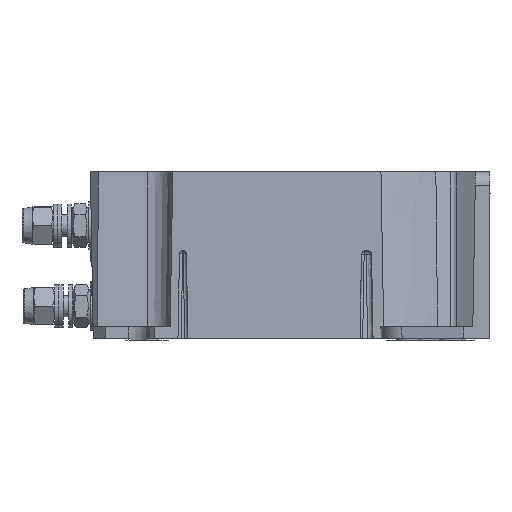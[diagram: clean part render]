
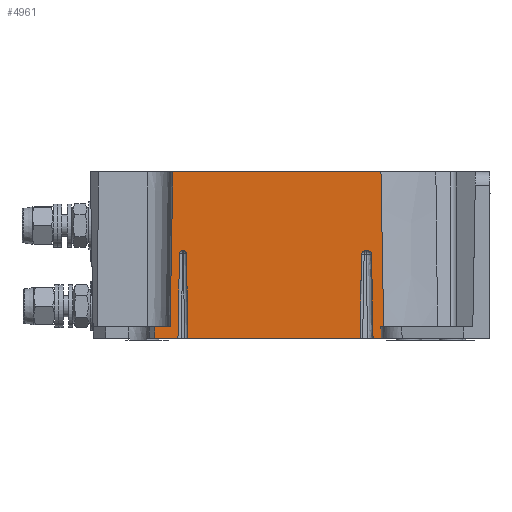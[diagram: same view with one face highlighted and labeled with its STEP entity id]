
A CAD part, left-side view. The second image highlights one B-rep face of the part: STEP entity #4961.
In plain terms, the highlighted planar face has unit normal (-1, 0, -0.018).
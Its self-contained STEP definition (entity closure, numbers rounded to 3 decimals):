
#427=CARTESIAN_POINT('',(-34.459,-14.68,-15.513));
#428=VERTEX_POINT('',#427);
#435=CARTESIAN_POINT('',(-34.459,-13.168,-15.513));
#436=VERTEX_POINT('',#435);
#437=CARTESIAN_POINT('',(-34.459,-14.68,-15.513));
#438=DIRECTION('',(0.0,1.0,0.0));
#439=VECTOR('',#438,1.512);
#440=LINE('',#437,#439);
#441=EDGE_CURVE('',#436,#428,#440,.F.);
#508=CARTESIAN_POINT('',(-34.459,-10.738,-15.513));
#509=VERTEX_POINT('',#508);
#516=CARTESIAN_POINT('',(-34.459,21.297,-15.513));
#517=VERTEX_POINT('',#516);
#518=CARTESIAN_POINT('',(-34.459,-10.738,-15.513));
#519=DIRECTION('',(0.0,1.0,0.0));
#520=VECTOR('',#519,32.035);
#521=LINE('',#518,#520);
#522=EDGE_CURVE('',#517,#509,#521,.F.);
#558=CARTESIAN_POINT('',(-34.459,23.149,-15.513));
#559=VERTEX_POINT('',#558);
#566=CARTESIAN_POINT('',(-34.459,27.474,-15.513));
#567=VERTEX_POINT('',#566);
#568=CARTESIAN_POINT('',(-34.459,23.149,-15.513));
#569=DIRECTION('',(0.0,1.0,0.0));
#570=VECTOR('',#569,4.325);
#571=LINE('',#568,#570);
#572=EDGE_CURVE('',#567,#559,#571,.F.);
#4469=CARTESIAN_POINT('',(-34.745,-11.76,0.861));
#4470=VERTEX_POINT('',#4469);
#4471=CARTESIAN_POINT('',(-34.732,-11.011,0.124));
#4472=VERTEX_POINT('',#4471);
#4473=CARTESIAN_POINT('',(-34.732,-11.76,0.111));
#4474=DIRECTION('',(-1.,0.,-0.017));
#4475=DIRECTION('',(0.,1.0,0.));
#4476=AXIS2_PLACEMENT_3D('',#4473,#4474,#4475);
#4477=ELLIPSE('',#4476,0.75,0.75);
#4478=EDGE_CURVE('',#4470,#4472,#4477,.T.);
#4543=CARTESIAN_POINT('',(-34.732,-12.895,0.124));
#4544=VERTEX_POINT('',#4543);
#4545=CARTESIAN_POINT('',(-34.745,-12.145,0.861));
#4546=VERTEX_POINT('',#4545);
#4547=CARTESIAN_POINT('',(-34.732,-12.145,0.111));
#4548=DIRECTION('',(-1.,0.,-0.017));
#4549=DIRECTION('',(0.,-1.0,0.));
#4550=AXIS2_PLACEMENT_3D('',#4547,#4548,#4549);
#4551=ELLIPSE('',#4550,0.75,0.75);
#4552=EDGE_CURVE('',#4544,#4546,#4551,.T.);
#4622=CARTESIAN_POINT('',(-34.732,-12.895,0.124));
#4623=DIRECTION('',(0.017,-0.017,-1.));
#4624=VECTOR('',#4623,15.642);
#4625=LINE('',#4622,#4624);
#4626=EDGE_CURVE('',#4544,#436,#4625,.T.);
#4740=CARTESIAN_POINT('',(-34.745,22.274,0.861));
#4741=VERTEX_POINT('',#4740);
#4742=CARTESIAN_POINT('',(-34.734,22.874,0.272));
#4743=VERTEX_POINT('',#4742);
#4744=CARTESIAN_POINT('',(-34.734,22.274,0.261));
#4745=DIRECTION('',(-1.,0.,-0.017));
#4746=DIRECTION('',(-0.012,0.701,0.713));
#4747=AXIS2_PLACEMENT_3D('',#4744,#4745,#4746);
#4748=CIRCLE('',#4747,0.6);
#4749=EDGE_CURVE('',#4741,#4743,#4748,.T.);
#4772=CARTESIAN_POINT('',(-34.734,21.573,0.272));
#4773=VERTEX_POINT('',#4772);
#4774=CARTESIAN_POINT('',(-34.745,22.173,0.861));
#4775=VERTEX_POINT('',#4774);
#4776=CARTESIAN_POINT('',(-34.734,22.173,0.261));
#4777=DIRECTION('',(-1.,0.,-0.017));
#4778=DIRECTION('',(-0.012,-0.701,0.713));
#4779=AXIS2_PLACEMENT_3D('',#4776,#4777,#4778);
#4780=CIRCLE('',#4779,0.6);
#4781=EDGE_CURVE('',#4773,#4775,#4780,.T.);
#4829=CARTESIAN_POINT('',(-34.734,21.573,0.272));
#4830=DIRECTION('',(0.017,-0.017,-1.));
#4831=VECTOR('',#4830,15.789);
#4832=LINE('',#4829,#4831);
#4833=EDGE_CURVE('',#4773,#517,#4832,.T.);
#4861=CARTESIAN_POINT('',(-34.459,-10.738,-15.513));
#4862=DIRECTION('',(-0.017,-0.017,1.));
#4863=VECTOR('',#4862,15.642);
#4864=LINE('',#4861,#4863);
#4865=EDGE_CURVE('',#509,#4472,#4864,.T.);
#4872=CARTESIAN_POINT('',(-35.,39.459,15.487));
#4873=DIRECTION('',(-1.,0.,-0.017));
#4874=DIRECTION('',(-0.017,0.,1.));
#4875=AXIS2_PLACEMENT_3D('',#4872,#4873,#4874);
#4876=PLANE('',#4875);
#4877=ORIENTED_EDGE('',*,*,#4865,.T.);
#4878=ORIENTED_EDGE('',*,*,#4478,.F.);
#4879=CARTESIAN_POINT('',(-34.745,-11.76,0.861));
#4880=DIRECTION('',(0.0,-1.0,0.0));
#4881=VECTOR('',#4880,0.384);
#4882=LINE('',#4879,#4881);
#4883=EDGE_CURVE('',#4470,#4546,#4882,.T.);
#4884=ORIENTED_EDGE('',*,*,#4883,.T.);
#4885=ORIENTED_EDGE('',*,*,#4552,.F.);
#4886=ORIENTED_EDGE('',*,*,#4626,.T.);
#4887=ORIENTED_EDGE('',*,*,#441,.T.);
#4888=CARTESIAN_POINT('',(-34.497,-14.641,-13.313));
#4889=VERTEX_POINT('',#4888);
#4890=CARTESIAN_POINT('',(-34.497,-14.641,-13.313));
#4891=DIRECTION('',(0.017,-0.017,-1.));
#4892=VECTOR('',#4891,2.201);
#4893=LINE('',#4890,#4892);
#4894=EDGE_CURVE('',#428,#4889,#4893,.F.);
#4895=ORIENTED_EDGE('',*,*,#4894,.T.);
#4896=CARTESIAN_POINT('',(-34.497,-15.144,-13.313));
#4897=VERTEX_POINT('',#4896);
#4898=CARTESIAN_POINT('',(-34.497,-14.641,-13.313));
#4899=DIRECTION('',(0.0,-1.0,0.0));
#4900=VECTOR('',#4899,0.503);
#4901=LINE('',#4898,#4900);
#4902=EDGE_CURVE('',#4897,#4889,#4901,.F.);
#4903=ORIENTED_EDGE('',*,*,#4902,.F.);
#4904=CARTESIAN_POINT('',(-35.,-14.641,15.487));
#4905=VERTEX_POINT('',#4904);
#4906=CARTESIAN_POINT('',(-34.497,-15.144,-13.313));
#4907=DIRECTION('',(-0.017,0.017,1.));
#4908=VECTOR('',#4907,28.809);
#4909=LINE('',#4906,#4908);
#4910=EDGE_CURVE('',#4897,#4905,#4909,.T.);
#4911=ORIENTED_EDGE('',*,*,#4910,.T.);
#4912=CARTESIAN_POINT('',(-35.,24.109,15.487));
#4913=VERTEX_POINT('',#4912);
#4914=CARTESIAN_POINT('',(-35.,-14.641,15.487));
#4915=DIRECTION('',(0.0,1.0,0.0));
#4916=VECTOR('',#4915,38.75);
#4917=LINE('',#4914,#4916);
#4918=EDGE_CURVE('',#4905,#4913,#4917,.T.);
#4919=ORIENTED_EDGE('',*,*,#4918,.T.);
#4920=CARTESIAN_POINT('',(-34.497,24.611,-13.313));
#4921=VERTEX_POINT('',#4920);
#4922=CARTESIAN_POINT('',(-35.,24.109,15.487));
#4923=DIRECTION('',(0.017,0.017,-1.));
#4924=VECTOR('',#4923,28.809);
#4925=LINE('',#4922,#4924);
#4926=EDGE_CURVE('',#4913,#4921,#4925,.T.);
#4927=ORIENTED_EDGE('',*,*,#4926,.T.);
#4928=CARTESIAN_POINT('',(-34.497,27.49,-13.313));
#4929=VERTEX_POINT('',#4928);
#4930=CARTESIAN_POINT('',(-34.497,24.611,-13.313));
#4931=DIRECTION('',(0.0,1.0,0.0));
#4932=VECTOR('',#4931,2.879);
#4933=LINE('',#4930,#4932);
#4934=EDGE_CURVE('',#4921,#4929,#4933,.T.);
#4935=ORIENTED_EDGE('',*,*,#4934,.T.);
#4936=CARTESIAN_POINT('',(-34.497,27.49,-13.313));
#4937=DIRECTION('',(0.017,-0.007,-1.));
#4938=VECTOR('',#4937,2.2);
#4939=LINE('',#4936,#4938);
#4940=EDGE_CURVE('',#4929,#567,#4939,.T.);
#4941=ORIENTED_EDGE('',*,*,#4940,.T.);
#4942=ORIENTED_EDGE('',*,*,#572,.T.);
#4943=CARTESIAN_POINT('',(-34.459,23.149,-15.513));
#4944=DIRECTION('',(-0.017,-0.017,1.));
#4945=VECTOR('',#4944,15.789);
#4946=LINE('',#4943,#4945);
#4947=EDGE_CURVE('',#559,#4743,#4946,.T.);
#4948=ORIENTED_EDGE('',*,*,#4947,.T.);
#4949=ORIENTED_EDGE('',*,*,#4749,.F.);
#4950=CARTESIAN_POINT('',(-34.745,22.274,0.861));
#4951=DIRECTION('',(0.0,-1.0,0.0));
#4952=VECTOR('',#4951,0.101);
#4953=LINE('',#4950,#4952);
#4954=EDGE_CURVE('',#4741,#4775,#4953,.T.);
#4955=ORIENTED_EDGE('',*,*,#4954,.T.);
#4956=ORIENTED_EDGE('',*,*,#4781,.F.);
#4957=ORIENTED_EDGE('',*,*,#4833,.T.);
#4958=ORIENTED_EDGE('',*,*,#522,.T.);
#4959=EDGE_LOOP('',(#4877,#4878,#4884,#4885,#4886,#4887,#4895,#4903,#4911,#4919,#4927,#4935,#4941,#4942,#4948,#4949,#4955,#4956,#4957,#4958));
#4960=FACE_OUTER_BOUND('',#4959,.T.);
#4961=ADVANCED_FACE('',(#4960),#4876,.T.);
